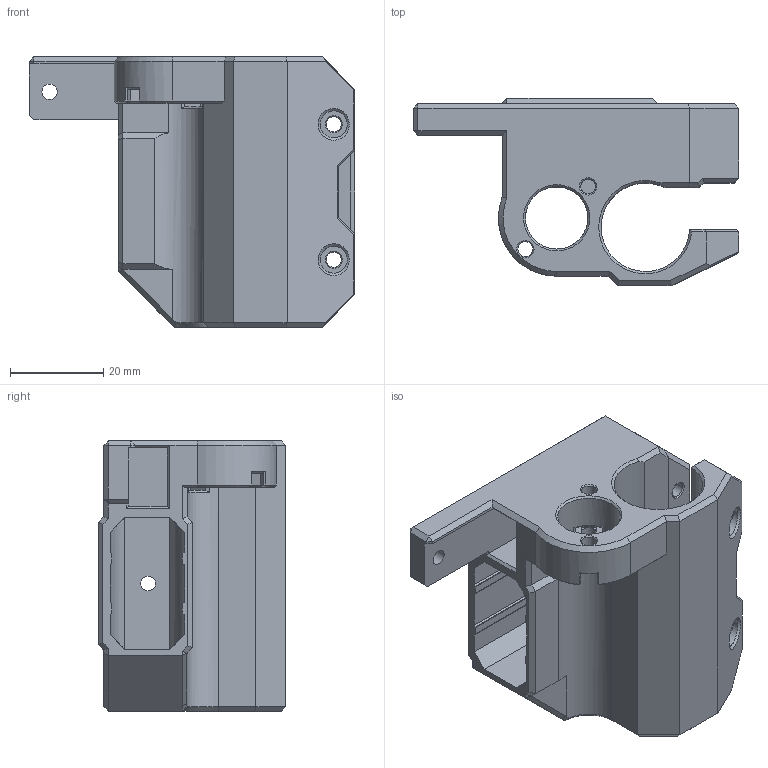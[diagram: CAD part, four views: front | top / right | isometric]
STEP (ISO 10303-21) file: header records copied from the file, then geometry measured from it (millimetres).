
FILE_DESCRIPTION(/* description */ (''),/* implementation_level */ '2;1');
FILE_NAME(/* name */ 'X_end_idler v1.step',/* time_stamp */ '2021-09-10T00:12:10+02:00',/* author */ (''),/* organization */ (''),/* preprocessor_version */ 'ST-DEVELOPER v18.1',/* originating_system */ 'Autodesk Translation Framework v10.10.0.1391',/* authorisation */ '');
FILE_SCHEMA (('AUTOMOTIVE_DESIGN { 1 0 10303 214 3 1 1 }'));
Length unit declared in the file: millimetre
Products named in the file (1): X_end_idler
Bounding box: 69.74 x 40.2 x 58 mm (x, y, z)
Volume: 50757.1 mm3; surface area: 20679.9 mm2
Topology: 1 solids, 1 shells, 377 faces, 1002 edges, 639 vertices
Faces by surface type: plane 245, bspline 81, cylinder 27, cone 24
Full cylindrical faces by diameter (mm): 3.2 x8, 3.3 x1, 5.8 x2, 7.2 x1, 13.4 x1
Entity records: 13228 total; most frequent: CARTESIAN_POINT 4493, ORIENTED_EDGE 2004, DIRECTION 1497, EDGE_CURVE 1002, LINE 695, VECTOR 695, VERTEX_POINT 639, EDGE_LOOP 409
